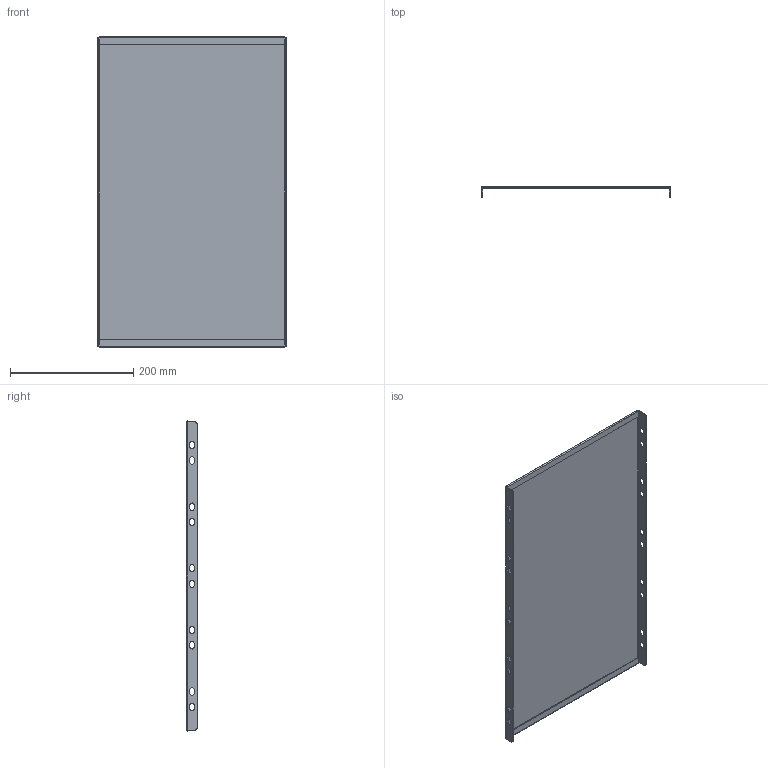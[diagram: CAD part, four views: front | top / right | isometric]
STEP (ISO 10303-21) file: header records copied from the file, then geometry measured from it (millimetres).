
FILE_DESCRIPTION (( 'STEP AP214' ), '1' );
FILE_NAME ('YKM40D-FO-VS-040-040 FORMAT Ïîëêà ðàçäåëèòåëüíàÿ 400õ400ìì IEK.STEP', '2022-05-31T07:00:01', ( '' ), ( '' ), 'SwSTEP 2.0', 'SolidWorks 2017', '' );
FILE_SCHEMA (( 'AUTOMOTIVE_DESIGN' ));
Length unit declared in the file: millimetre
Products named in the file (1): YKM40D-FO-VS-040-040 FORMAT Ïîëêà ðàçäåëèòåëüíàÿ 400õ400ìì IEK
Bounding box: 306 x 18 x 503.1 mm (x, y, z)
Volume: 262592.5 mm3; surface area: 353660.4 mm2
Topology: 1 solids, 1 shells, 142 faces, 388 edges, 248 vertices
Faces by surface type: cylinder 72, plane 70
Entity records: 4614 total; most frequent: DIRECTION 818, CARTESIAN_POINT 779, ORIENTED_EDGE 776, EDGE_CURVE 388, AXIS2_PLACEMENT_3D 287, VERTEX_POINT 248, VECTOR 244, LINE 244
